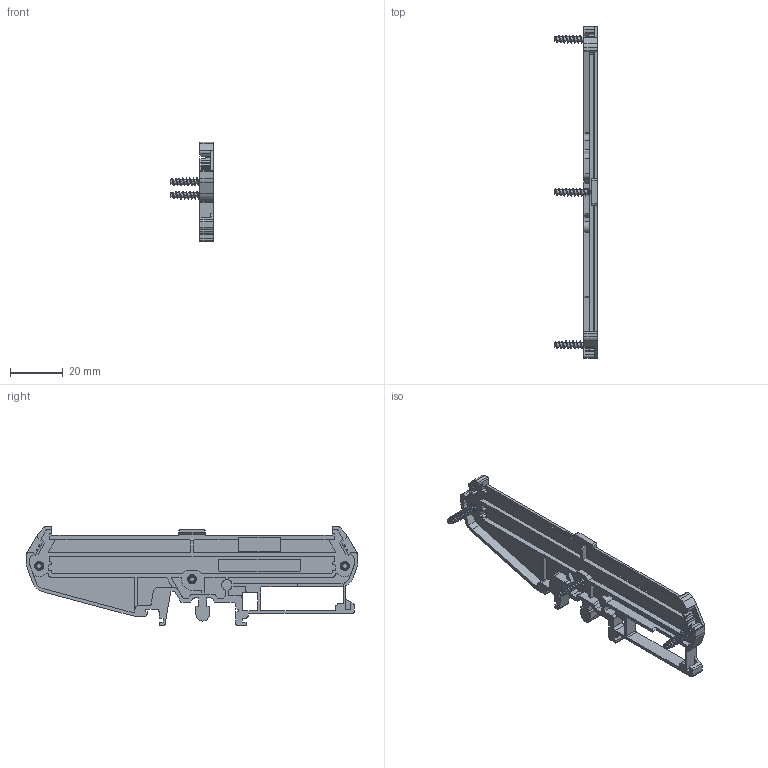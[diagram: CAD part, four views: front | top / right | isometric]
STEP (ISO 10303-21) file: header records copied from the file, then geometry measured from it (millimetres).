
FILE_DESCRIPTION(('FreeCAD Model'),'2;1');
FILE_NAME('Open CASCADE Shape Model','2024-09-10T13:06:50',('Author'),( ''),'Open CASCADE STEP processor 7.6','FreeCAD','Unknown');
FILE_SCHEMA(('AUTOMOTIVE_DESIGN { 1 0 10303 214 1 1 1 1 }'));
Length unit declared in the file: millimetre
Products named in the file (4): Schr.Lins._3x14-Z_01151118.006; Schr.Lins._3x14-Z_01151118.005; Schr.Lins._3x14-Z_01151118.004; UM_108_SEFE_R_H.Select__00275095
Bounding box: 16 x 125.4 x 37.6 mm (x, y, z)
Volume: 6327.3 mm3; surface area: 10583.7 mm2
Topology: 4 solids, 4 shells, 614 faces, 1799 edges, 1195 vertices
Faces by surface type: plane 333, cylinder 236, cone 27, sphere 6, torus 6, bspline 6
Entity records: 46547 total; most frequent: CARTESIAN_POINT 30366, ORIENTED_EDGE 3586, DIRECTION 3218, EDGE_CURVE 1793, VERTEX_POINT 1195, AXIS2_PLACEMENT_3D 1083, LINE 1052, VECTOR 1052
